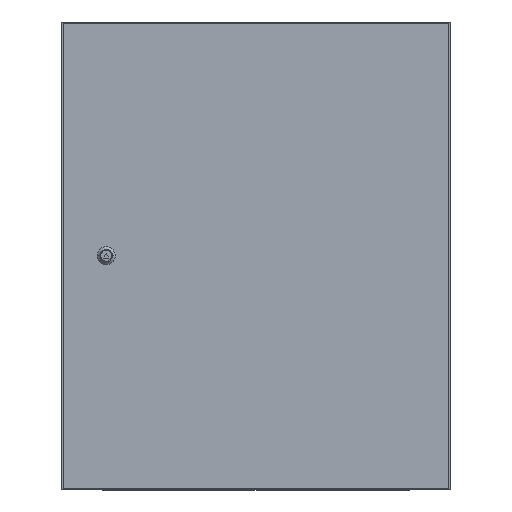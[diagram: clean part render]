
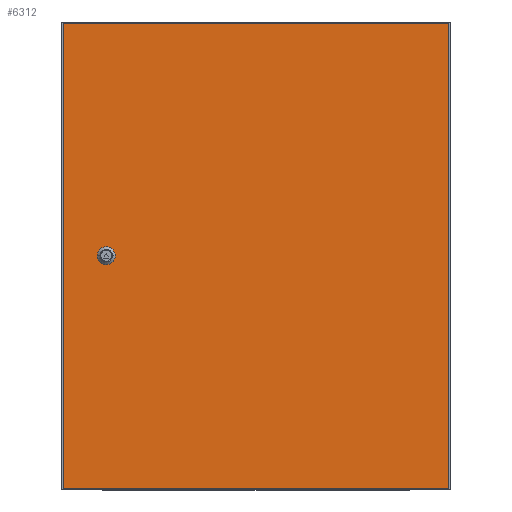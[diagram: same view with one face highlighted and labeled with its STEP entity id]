
A CAD part, top view. The second image highlights one B-rep face of the part: STEP entity #6312.
In plain terms, the highlighted planar face has unit normal (0, 0, 1).
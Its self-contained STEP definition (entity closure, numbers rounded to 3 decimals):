
#218 = CIRCLE ( 'NONE', #13345, 11.5 ) ;
#261 = DIRECTION ( 'NONE',  ( 0., 1., 0. ) ) ;
#976 = LINE ( 'NONE', #7269, #25778 ) ;
#1039 = CARTESIAN_POINT ( 'NONE',  ( -247.5, -298.5, 0. ) ) ;
#1110 = DIRECTION ( 'NONE',  ( -1., 0., 0. ) ) ;
#1419 = EDGE_CURVE ( 'NONE', #19444, #12927, #976, .T. ) ;
#2111 = FACE_OUTER_BOUND ( 'NONE', #24328, .T. ) ;
#4093 = VECTOR ( 'NONE', #29282, 1000. ) ;
#4404 = DIRECTION ( 'NONE',  ( 1., 0., 0. ) ) ;
#4736 = EDGE_LOOP ( 'NONE', ( #30007, #12400 ) ) ;
#6012 = CARTESIAN_POINT ( 'NONE',  ( -247.5, 298.5, 0. ) ) ;
#6312 = ADVANCED_FACE ( 'NONE', ( #18245, #2111 ), #9118, .T. ) ;
#6771 = VERTEX_POINT ( 'NONE', #24095 ) ;
#7269 = CARTESIAN_POINT ( 'NONE',  ( -247.5, 298.5, 0. ) ) ;
#7887 = DIRECTION ( 'NONE',  ( 1., 0., 0. ) ) ;
#8917 = CARTESIAN_POINT ( 'NONE',  ( -181., 0., 0. ) ) ;
#9118 = PLANE ( 'NONE',  #25140 ) ;
#9516 = VERTEX_POINT ( 'NONE', #8917 ) ;
#9933 = CIRCLE ( 'NONE', #17721, 11.5 ) ;
#11513 = LINE ( 'NONE', #11804, #14822 ) ;
#11804 = CARTESIAN_POINT ( 'NONE',  ( -247.5, -298.5, 0. ) ) ;
#12400 = ORIENTED_EDGE ( 'NONE', *, *, #27279, .F. ) ;
#12700 = EDGE_CURVE ( 'NONE', #21169, #19444, #23106, .T. ) ;
#12927 = VERTEX_POINT ( 'NONE', #27286 ) ;
#13237 = CARTESIAN_POINT ( 'NONE',  ( -192.5, 0., 0. ) ) ;
#13345 = AXIS2_PLACEMENT_3D ( 'NONE', #13237, #24645, #20390 ) ;
#14822 = VECTOR ( 'NONE', #16951, 1000. ) ;
#15275 = EDGE_CURVE ( 'NONE', #12927, #23685, #26855, .T. ) ;
#16951 = DIRECTION ( 'NONE',  ( 1., 0., 0. ) ) ;
#17721 = AXIS2_PLACEMENT_3D ( 'NONE', #28714, #28267, #7887 ) ;
#18104 = DIRECTION ( 'NONE',  ( 0., 0., 1. ) ) ;
#18245 = FACE_BOUND ( 'NONE', #4736, .T. ) ;
#18676 = CARTESIAN_POINT ( 'NONE',  ( 247.5, 298.5, 0. ) ) ;
#19444 = VERTEX_POINT ( 'NONE', #18676 ) ;
#19668 = ORIENTED_EDGE ( 'NONE', *, *, #27960, .T. ) ;
#19827 = CARTESIAN_POINT ( 'NONE',  ( 247.5, -298.5, 0. ) ) ;
#20390 = DIRECTION ( 'NONE',  ( 1., 0., 0. ) ) ;
#20512 = ORIENTED_EDGE ( 'NONE', *, *, #12700, .T. ) ;
#20689 = ORIENTED_EDGE ( 'NONE', *, *, #1419, .T. ) ;
#21169 = VERTEX_POINT ( 'NONE', #19827 ) ;
#23106 = LINE ( 'NONE', #28255, #25616 ) ;
#23685 = VERTEX_POINT ( 'NONE', #1039 ) ;
#24095 = CARTESIAN_POINT ( 'NONE',  ( -204., 0., 0. ) ) ;
#24328 = EDGE_LOOP ( 'NONE', ( #25618, #19668, #20512, #20689 ) ) ;
#24645 = DIRECTION ( 'NONE',  ( 0., 0., 1. ) ) ;
#25140 = AXIS2_PLACEMENT_3D ( 'NONE', #25251, #18104, #4404 ) ;
#25251 = CARTESIAN_POINT ( 'NONE',  ( 0., 0., 0. ) ) ;
#25616 = VECTOR ( 'NONE', #261, 1000. ) ;
#25618 = ORIENTED_EDGE ( 'NONE', *, *, #15275, .T. ) ;
#25778 = VECTOR ( 'NONE', #1110, 1000. ) ;
#26855 = LINE ( 'NONE', #6012, #4093 ) ;
#27279 = EDGE_CURVE ( 'NONE', #6771, #9516, #218, .T. ) ;
#27286 = CARTESIAN_POINT ( 'NONE',  ( -247.5, 298.5, 0. ) ) ;
#27660 = EDGE_CURVE ( 'NONE', #9516, #6771, #9933, .T. ) ;
#27960 = EDGE_CURVE ( 'NONE', #23685, #21169, #11513, .T. ) ;
#28255 = CARTESIAN_POINT ( 'NONE',  ( 247.5, 298.5, 0. ) ) ;
#28267 = DIRECTION ( 'NONE',  ( 0., 0., 1. ) ) ;
#28714 = CARTESIAN_POINT ( 'NONE',  ( -192.5, 0., 0. ) ) ;
#29282 = DIRECTION ( 'NONE',  ( 0., -1., 0. ) ) ;
#30007 = ORIENTED_EDGE ( 'NONE', *, *, #27660, .F. ) ;
